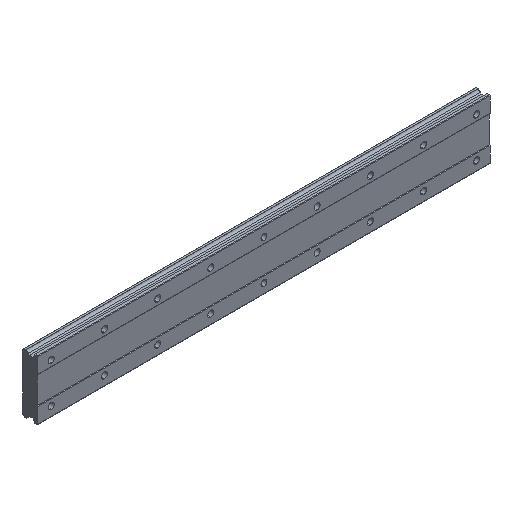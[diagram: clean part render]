
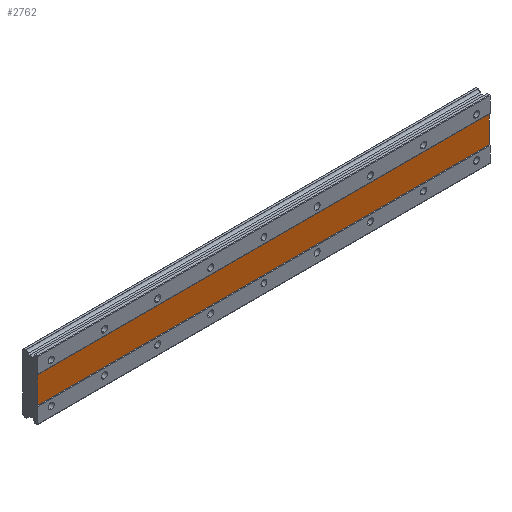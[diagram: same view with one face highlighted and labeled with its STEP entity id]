
A CAD part, isometric view. The second image highlights one B-rep face of the part: STEP entity #2762.
In plain terms, the highlighted planar face has unit normal (0, -1, 0).
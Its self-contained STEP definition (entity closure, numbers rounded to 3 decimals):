
#56 = VERTEX_POINT ( 'NONE', #3548 ) ;
#208 = CARTESIAN_POINT ( 'NONE',  ( -20., 1., -20. ) ) ;
#224 = LINE ( 'NONE', #1707, #3017 ) ;
#385 = VECTOR ( 'NONE', #1461, 1000. ) ;
#394 = ORIENTED_EDGE ( 'NONE', *, *, #1722, .F. ) ;
#444 = ORIENTED_EDGE ( 'NONE', *, *, #3524, .F. ) ;
#504 = DIRECTION ( 'NONE',  ( 1., 0., 0. ) ) ;
#758 = ORIENTED_EDGE ( 'NONE', *, *, #3169, .F. ) ;
#1008 = FACE_OUTER_BOUND ( 'NONE', #2823, .T. ) ;
#1211 = CARTESIAN_POINT ( 'NONE',  ( 660., 1., 20. ) ) ;
#1418 = VECTOR ( 'NONE', #504, 1000. ) ;
#1442 = DIRECTION ( 'NONE',  ( 0., 0., 1. ) ) ;
#1461 = DIRECTION ( 'NONE',  ( -1., 0., 0. ) ) ;
#1467 = LINE ( 'NONE', #1211, #3830 ) ;
#1700 = AXIS2_PLACEMENT_3D ( 'NONE', #1924, #3157, #3214 ) ;
#1707 = CARTESIAN_POINT ( 'NONE',  ( -20., 1., 20. ) ) ;
#1722 = EDGE_CURVE ( 'NONE', #3213, #56, #1467, .T. ) ;
#1924 = CARTESIAN_POINT ( 'NONE',  ( 660., 1., 20. ) ) ;
#2019 = LINE ( 'NONE', #3234, #1418 ) ;
#2086 = EDGE_CURVE ( 'NONE', #56, #2169, #3591, .T. ) ;
#2169 = VERTEX_POINT ( 'NONE', #208 ) ;
#2348 = DIRECTION ( 'NONE',  ( 0., 0., -1. ) ) ;
#2467 = VERTEX_POINT ( 'NONE', #2951 ) ;
#2501 = ORIENTED_EDGE ( 'NONE', *, *, #2086, .F. ) ;
#2568 = PLANE ( 'NONE',  #1700 ) ;
#2762 = ADVANCED_FACE ( 'NONE', ( #1008 ), #2568, .F. ) ;
#2823 = EDGE_LOOP ( 'NONE', ( #2501, #394, #444, #758 ) ) ;
#2951 = CARTESIAN_POINT ( 'NONE',  ( -20., 1., 20. ) ) ;
#3017 = VECTOR ( 'NONE', #1442, 1000. ) ;
#3157 = DIRECTION ( 'NONE',  ( 0., 1., 0. ) ) ;
#3169 = EDGE_CURVE ( 'NONE', #2169, #2467, #224, .T. ) ;
#3213 = VERTEX_POINT ( 'NONE', #3658 ) ;
#3214 = DIRECTION ( 'NONE',  ( 0., 0., 1. ) ) ;
#3234 = CARTESIAN_POINT ( 'NONE',  ( 660., 1., 20. ) ) ;
#3524 = EDGE_CURVE ( 'NONE', #2467, #3213, #2019, .T. ) ;
#3548 = CARTESIAN_POINT ( 'NONE',  ( 660., 1., -20. ) ) ;
#3591 = LINE ( 'NONE', #3897, #385 ) ;
#3658 = CARTESIAN_POINT ( 'NONE',  ( 660., 1., 20. ) ) ;
#3830 = VECTOR ( 'NONE', #2348, 1000. ) ;
#3897 = CARTESIAN_POINT ( 'NONE',  ( 660., 1., -20. ) ) ;
